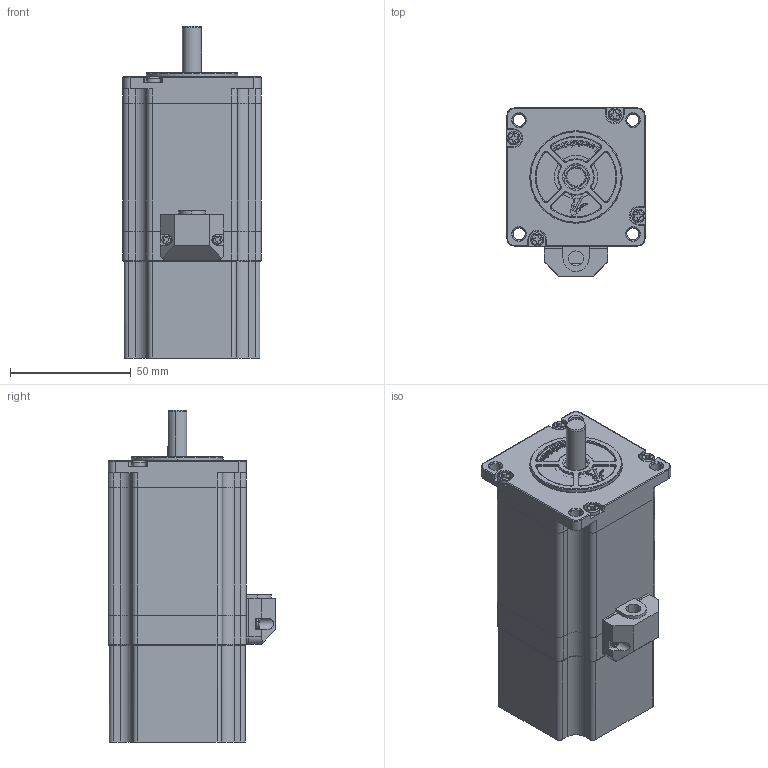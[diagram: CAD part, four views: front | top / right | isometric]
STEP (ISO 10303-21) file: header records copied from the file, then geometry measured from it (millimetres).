
FILE_DESCRIPTION (( 'STEP AP203' ), '1' );
FILE_NAME ('57CM23-BZ MS20.STEP', '2021-04-22T02:29:20', ( 'Owner' ), ( 'Organization' ), 'SwSTEP 2.0', 'SolidWorks 2018', '' );
FILE_SCHEMA (( 'CONFIG_CONTROL_DESIGN' ));
Length unit declared in the file: millimetre
Products named in the file (17): DZTX57HSD53-S1_1; ZZ57HS076DF038X-S2_1; 608ZZ_1; GJ57HSD26-S01_1; MFD 57S-朴6.2FC-02.step_1; YXB 57S-朴6.2FC-02.step_1; DG57HSD-004-S03_1; 57CM23-BZ MS20; Z57HS76MD21B15-04_1_1; M2.5x7_1; CG35SH_1; ZZTX57HSD10.5-S1_1; M3x72_1; 耳12-耳8-4.7_1; GCP57HS_1; 耳12-耳8-5.5_1; DG57HSD-005-S05_1
Assembly tree (26 placements, depth 3):
  57CM23-BZ MS20
    GJ57HSD26-S01_1  x2
    ZZ57HS076DF038X-S2_1
      CG35SH_1  x2
      GCP57HS_1
      Z57HS76MD21B15-04_1_1
      608ZZ_1  x2
      耳12-耳8-5.5_1
      耳12-耳8-4.7_1
      ZZTX57HSD10.5-S1_1  x4
    M2.5x7_1  x2
    DG57HSD-005-S05_1
    DG57HSD-004-S03_1
    MFD 57S-朴6.2FC-02.step_1
    M3x72_1  x4
    YXB 57S-朴6.2FC-02.step_1
    DZTX57HSD53-S1_1
Bounding box: 57.22 x 69.51 x 137.5 mm (x, y, z)
Volume: 282214 mm3; surface area: 141151.6 mm2
Topology: 25 solids, 27 shells, 4585 faces, 12989 edges, 8434 vertices
Faces by surface type: cylinder 2118, plane 1954, bspline 186, torus 184, cone 79, sphere 64
Entity records: 91171 total; most frequent: CARTESIAN_POINT 21055, ORIENTED_EDGE 14610, DIRECTION 14103, EDGE_CURVE 7305, AXIS2_PLACEMENT_3D 4925, VERTEX_POINT 4736, LINE 4253, VECTOR 4253
